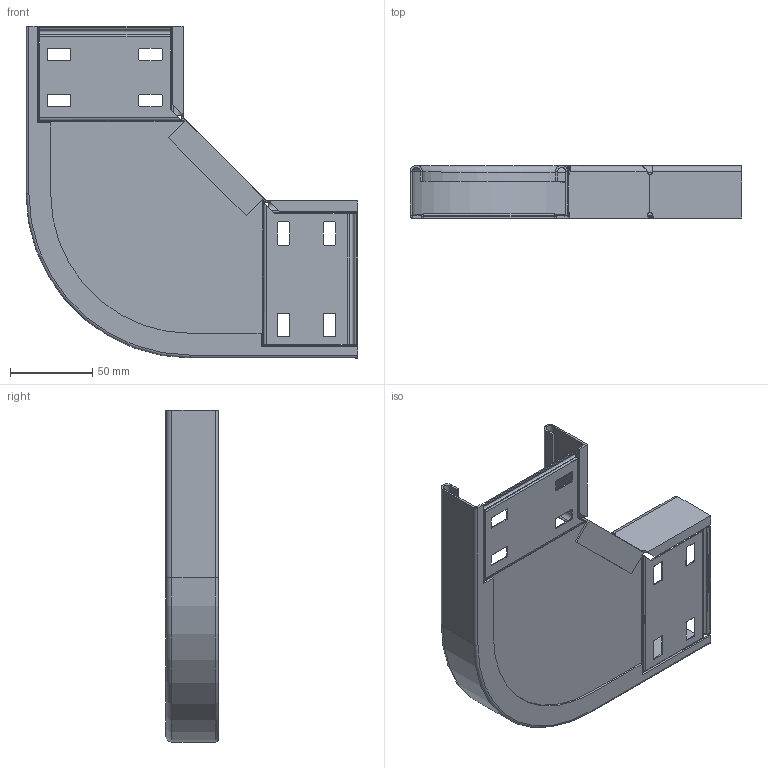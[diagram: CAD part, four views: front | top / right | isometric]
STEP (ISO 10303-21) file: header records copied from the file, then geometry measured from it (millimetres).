
FILE_DESCRIPTION (( 'STEP AP214' ), '1' );
FILE_NAME ('6036500.STEP', '2024-10-18T10:15:21', ( '' ), ( '' ), 'SwSTEP 2.0', 'SolidWorks 2022', '' );
FILE_SCHEMA (( 'AUTOMOTIVE_DESIGN' ));
Length unit declared in the file: millimetre
Products named in the file (4): 181211_100; 167655_35x90°; 6036500; 167734_100
Assembly tree (3 placements, depth 2):
  6036500
    167734_100
    181211_100
    167655_35x90°
Bounding box: 202 x 32 x 202 mm (x, y, z)
Volume: 55121.6 mm3; surface area: 111293.6 mm2
Topology: 3 solids, 3 shells, 243 faces, 615 edges, 378 vertices
Faces by surface type: plane 148, cylinder 83, bspline 8, torus 4
Entity records: 7718 total; most frequent: CARTESIAN_POINT 1612, ORIENTED_EDGE 1230, DIRECTION 1205, EDGE_CURVE 615, VECTOR 423, LINE 423, AXIS2_PLACEMENT_3D 391, VERTEX_POINT 378
